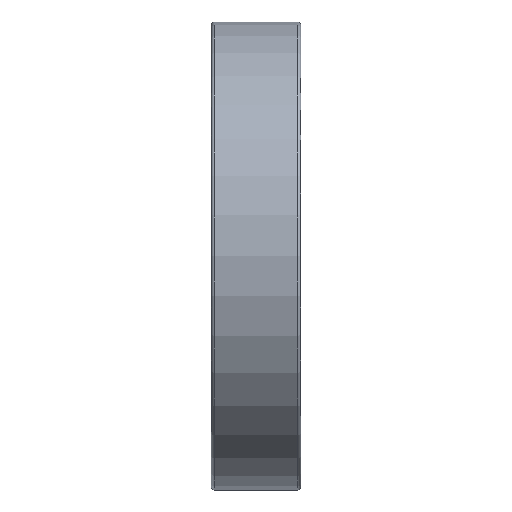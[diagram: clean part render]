
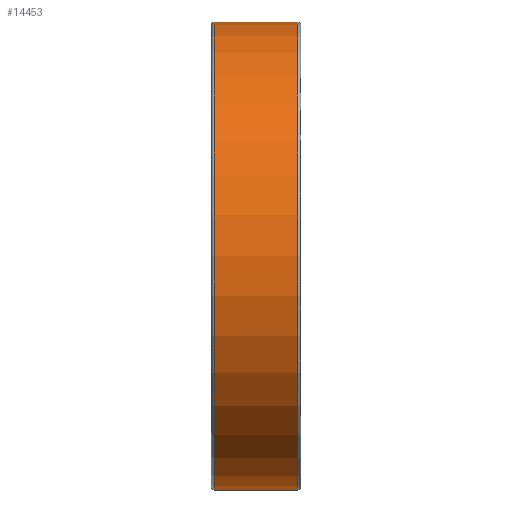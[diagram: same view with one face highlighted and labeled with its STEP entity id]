
A CAD part, top view. The second image highlights one B-rep face of the part: STEP entity #14453.
In plain terms, the highlighted cylindrical face has radius 23.5 mm (diameter 47 mm), a partial arc.
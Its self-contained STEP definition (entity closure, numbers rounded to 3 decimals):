
#3648=CARTESIAN_POINT('',(-4.2,0.,0.));
#3649=DIRECTION('',(1.,0.,0.));
#3650=DIRECTION('',(0.,1.,0.));
#3651=AXIS2_PLACEMENT_3D('',#3648,#3649,#3650);
#3656=CARTESIAN_POINT('',(4.2,0.,0.));
#3657=DIRECTION('',(1.,0.,0.));
#3658=DIRECTION('',(0.,1.,0.));
#3659=AXIS2_PLACEMENT_3D('',#3656,#3657,#3658);
#3672=DIRECTION('',(-1.,0.,0.));
#3673=VECTOR('',#3672,8.4);
#3674=CARTESIAN_POINT('',(4.2,-23.5,0.));
#3675=LINE('',#3674,#3673);
#3687=DIRECTION('',(-1.,0.,0.));
#3688=VECTOR('',#3687,8.4);
#3689=CARTESIAN_POINT('',(4.2,23.5,0.));
#3690=LINE('',#3689,#3688);
#11173=CARTESIAN_POINT('',(-4.2,23.5,0.));
#11174=CARTESIAN_POINT('',(-4.2,-23.5,0.));
#11175=VERTEX_POINT('',#11173);
#11176=VERTEX_POINT('',#11174);
#11177=CARTESIAN_POINT('',(4.2,23.5,0.));
#11178=CARTESIAN_POINT('',(4.2,-23.5,0.));
#11179=VERTEX_POINT('',#11177);
#11180=VERTEX_POINT('',#11178);
#14439=CARTESIAN_POINT('',(-4.95,0.,0.));
#14440=DIRECTION('',(1.,0.,0.));
#14441=DIRECTION('',(0.,-1.,0.));
#14442=AXIS2_PLACEMENT_3D('',#14439,#14440,#14441);
#14443=CYLINDRICAL_SURFACE('',#14442,23.5);
#14444=ORIENTED_EDGE('',*,*,#14429,.F.);
#14446=ORIENTED_EDGE('',*,*,#14445,.F.);
#14448=ORIENTED_EDGE('',*,*,#14447,.T.);
#14450=ORIENTED_EDGE('',*,*,#14449,.T.);
#14451=EDGE_LOOP('',(#14444,#14446,#14448,#14450));
#14452=FACE_OUTER_BOUND('',#14451,.F.);
#3652=CIRCLE('',#3651,23.5);
#3660=CIRCLE('',#3659,23.5);
#14429=EDGE_CURVE('',#11175,#11176,#3652,.T.);
#14445=EDGE_CURVE('',#11179,#11175,#3690,.T.);
#14447=EDGE_CURVE('',#11179,#11180,#3660,.T.);
#14449=EDGE_CURVE('',#11180,#11176,#3675,.T.);
#14453=ADVANCED_FACE('',(#14452),#14443,.T.);
